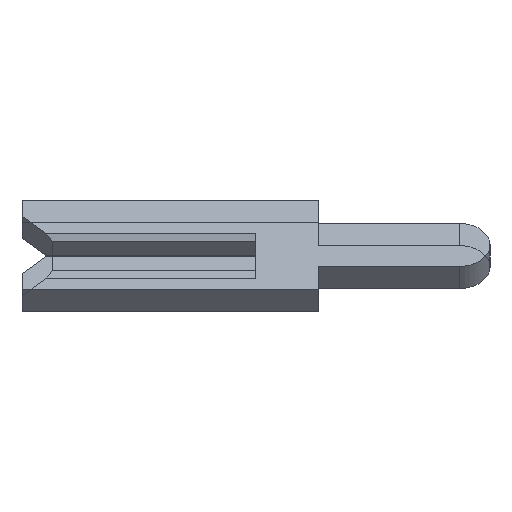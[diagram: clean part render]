
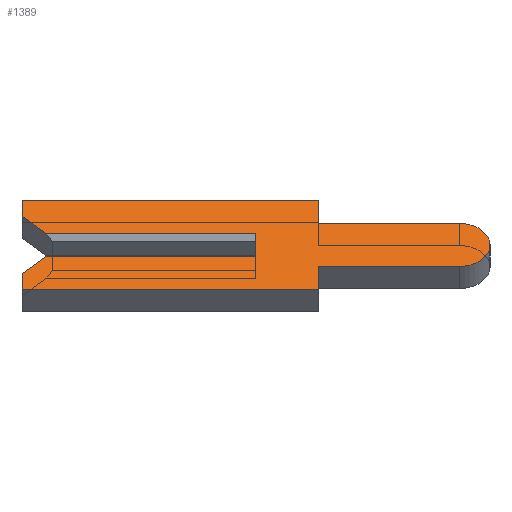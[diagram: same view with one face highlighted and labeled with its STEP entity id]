
A CAD part, left-side view. The second image highlights one B-rep face of the part: STEP entity #1389.
In plain terms, the highlighted face is planar.
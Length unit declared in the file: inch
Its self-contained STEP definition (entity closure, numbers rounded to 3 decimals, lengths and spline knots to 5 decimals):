
#3 = DIRECTION ( 'NONE',  ( 1., 0., 0. ) ) ;
#29 = EDGE_CURVE ( 'NONE', #1208, #1030, #2968, .T. ) ;
#72 = CARTESIAN_POINT ( 'NONE',  ( -0.01, 0.15, 0.026 ) ) ;
#134 = DIRECTION ( 'NONE',  ( 0., -1., 0. ) ) ;
#143 = VECTOR ( 'NONE', #499, 39.37008 ) ;
#153 = EDGE_CURVE ( 'NONE', #409, #1151, #2303, .T. ) ;
#167 = DIRECTION ( 'NONE',  ( 0., 0., -1. ) ) ;
#194 = EDGE_CURVE ( 'NONE', #1147, #1208, #2421, .T. ) ;
#223 = VERTEX_POINT ( 'NONE', #2007 ) ;
#329 = VECTOR ( 'NONE', #134, 39.37008 ) ;
#392 = CARTESIAN_POINT ( 'NONE',  ( -0.01, -0.04, -0.04 ) ) ;
#393 = ORIENTED_EDGE ( 'NONE', *, *, #153, .F. ) ;
#396 = LINE ( 'NONE', #862, #329 ) ;
#397 = AXIS2_PLACEMENT_3D ( 'NONE', #1078, #1845, #840 ) ;
#409 = VERTEX_POINT ( 'NONE', #1719 ) ;
#451 = DIRECTION ( 'NONE',  ( 0., 1., 0. ) ) ;
#465 = CARTESIAN_POINT ( 'NONE',  ( -0.01, 0.15, 0.04 ) ) ;
#483 = CARTESIAN_POINT ( 'NONE',  ( -0.01, 0.1305, 0.0065 ) ) ;
#484 = ORIENTED_EDGE ( 'NONE', *, *, #29, .F. ) ;
#499 = DIRECTION ( 'NONE',  ( 0., 1., 0. ) ) ;
#524 = VECTOR ( 'NONE', #761, 39.37008 ) ;
#551 = EDGE_CURVE ( 'NONE', #681, #3007, #2543, .T. ) ;
#572 = EDGE_CURVE ( 'NONE', #1804, #2770, #2579, .T. ) ;
#607 = ORIENTED_EDGE ( 'NONE', *, *, #1237, .F. ) ;
#681 = VERTEX_POINT ( 'NONE', #1308 ) ;
#714 = VECTOR ( 'NONE', #1153, 39.37008 ) ;
#725 = VERTEX_POINT ( 'NONE', #3031 ) ;
#761 = DIRECTION ( 'NONE',  ( 0., 0., 1. ) ) ;
#840 = DIRECTION ( 'NONE',  ( 0., 0., -1. ) ) ;
#862 = CARTESIAN_POINT ( 'NONE',  ( -0.01, 0.15, 0.01 ) ) ;
#871 = LINE ( 'NONE', #1273, #2109 ) ;
#891 = DIRECTION ( 'NONE',  ( 0., -1., 0. ) ) ;
#971 = EDGE_CURVE ( 'NONE', #3007, #725, #985, .T. ) ;
#985 = LINE ( 'NONE', #2755, #2031 ) ;
#1025 = DIRECTION ( 'NONE',  ( 0., 0., 1. ) ) ;
#1030 = VERTEX_POINT ( 'NONE', #2277 ) ;
#1040 = CARTESIAN_POINT ( 'NONE',  ( -0.01, 0., 0.01 ) ) ;
#1074 = ORIENTED_EDGE ( 'NONE', *, *, #194, .F. ) ;
#1078 = CARTESIAN_POINT ( 'NONE',  ( -0.01, -0.1305, 0. ) ) ;
#1106 = ORIENTED_EDGE ( 'NONE', *, *, #2357, .F. ) ;
#1128 = CARTESIAN_POINT ( 'NONE',  ( -0.01, -0.04, 0.04 ) ) ;
#1136 = EDGE_CURVE ( 'NONE', #1345, #1147, #871, .T. ) ;
#1147 = VERTEX_POINT ( 'NONE', #3009 ) ;
#1151 = VERTEX_POINT ( 'NONE', #1040 ) ;
#1153 = DIRECTION ( 'NONE',  ( 0., -0.707, 0.707 ) ) ;
#1208 = VERTEX_POINT ( 'NONE', #1296 ) ;
#1220 = CARTESIAN_POINT ( 'NONE',  ( -0.01, 0., 0.0065 ) ) ;
#1237 = EDGE_CURVE ( 'NONE', #2770, #2387, #2146, .T. ) ;
#1241 = CARTESIAN_POINT ( 'NONE',  ( -0.01, 0.15, -0.04 ) ) ;
#1258 = VECTOR ( 'NONE', #2710, 39.37008 ) ;
#1273 = CARTESIAN_POINT ( 'NONE',  ( -0.01, -0.04, 0.0195 ) ) ;
#1296 = CARTESIAN_POINT ( 'NONE',  ( -0.01, -0.1305, -0.0195 ) ) ;
#1307 = ORIENTED_EDGE ( 'NONE', *, *, #1855, .F. ) ;
#1308 = CARTESIAN_POINT ( 'NONE',  ( -0.01, -0.04, -0.04 ) ) ;
#1330 = CARTESIAN_POINT ( 'NONE',  ( -0.01, 0.1305, -0.0065 ) ) ;
#1345 = VERTEX_POINT ( 'NONE', #2118 ) ;
#1369 = LINE ( 'NONE', #1850, #2220 ) ;
#1383 = ORIENTED_EDGE ( 'NONE', *, *, #2026, .F. ) ;
#1389 = ADVANCED_FACE ( 'NONE', ( #2799 ), #2317, .F. ) ;
#1461 = ORIENTED_EDGE ( 'NONE', *, *, #572, .F. ) ;
#1504 = ORIENTED_EDGE ( 'NONE', *, *, #971, .F. ) ;
#1513 = EDGE_CURVE ( 'NONE', #1804, #1151, #396, .T. ) ;
#1543 = VERTEX_POINT ( 'NONE', #2091 ) ;
#1651 = ORIENTED_EDGE ( 'NONE', *, *, #1513, .T. ) ;
#1686 = CARTESIAN_POINT ( 'NONE',  ( -0.01, 0.15, -0.04 ) ) ;
#1710 = ORIENTED_EDGE ( 'NONE', *, *, #1800, .F. ) ;
#1719 = CARTESIAN_POINT ( 'NONE',  ( -0.01, 0., -0.01 ) ) ;
#1793 = DIRECTION ( 'NONE',  ( 0., 0., 1. ) ) ;
#1800 = EDGE_CURVE ( 'NONE', #2387, #223, #1369, .T. ) ;
#1804 = VERTEX_POINT ( 'NONE', #1863 ) ;
#1845 = DIRECTION ( 'NONE',  ( 1., 0., 0. ) ) ;
#1850 = CARTESIAN_POINT ( 'NONE',  ( -0.01, 0.15, 0.04 ) ) ;
#1855 = EDGE_CURVE ( 'NONE', #725, #1543, #3040, .T. ) ;
#1863 = CARTESIAN_POINT ( 'NONE',  ( -0.01, 0.134, 0.01 ) ) ;
#1868 = LINE ( 'NONE', #2374, #2260 ) ;
#1924 = EDGE_CURVE ( 'NONE', #1543, #409, #1868, .T. ) ;
#1931 = ORIENTED_EDGE ( 'NONE', *, *, #1924, .F. ) ;
#1945 = CARTESIAN_POINT ( 'NONE',  ( -0.01, -0.04, -0.0195 ) ) ;
#1966 = DIRECTION ( 'NONE',  ( 0., 0., -1. ) ) ;
#2007 = CARTESIAN_POINT ( 'NONE',  ( -0.01, -0.04, 0.04 ) ) ;
#2026 = EDGE_CURVE ( 'NONE', #1030, #681, #2504, .T. ) ;
#2031 = VECTOR ( 'NONE', #1025, 39.37008 ) ;
#2070 = VECTOR ( 'NONE', #451, 39.37008 ) ;
#2091 = CARTESIAN_POINT ( 'NONE',  ( -0.01, 0.134, -0.01 ) ) ;
#2109 = VECTOR ( 'NONE', #2525, 39.37008 ) ;
#2118 = CARTESIAN_POINT ( 'NONE',  ( -0.01, -0.04, 0.0195 ) ) ;
#2126 = DIRECTION ( 'NONE',  ( 0., 0., -1. ) ) ;
#2146 = LINE ( 'NONE', #72, #2620 ) ;
#2155 = EDGE_LOOP ( 'NONE', ( #1651, #393, #1931, #1307, #1504, #3051, #1383, #484, #1074, #2632, #1106, #1710, #607, #1461 ) ) ;
#2182 = CARTESIAN_POINT ( 'NONE',  ( -0.01, 0.15, 0.026 ) ) ;
#2220 = VECTOR ( 'NONE', #2337, 39.37008 ) ;
#2260 = VECTOR ( 'NONE', #891, 39.37008 ) ;
#2277 = CARTESIAN_POINT ( 'NONE',  ( -0.01, -0.04, -0.0195 ) ) ;
#2303 = LINE ( 'NONE', #1220, #524 ) ;
#2317 = PLANE ( 'NONE',  #397 ) ;
#2337 = DIRECTION ( 'NONE',  ( 0., -1., 0. ) ) ;
#2357 = EDGE_CURVE ( 'NONE', #223, #1345, #2594, .T. ) ;
#2374 = CARTESIAN_POINT ( 'NONE',  ( -0.01, -0.1305, -0.01 ) ) ;
#2387 = VERTEX_POINT ( 'NONE', #465 ) ;
#2421 = CIRCLE ( 'NONE', #2966, 0.0195 ) ;
#2504 = LINE ( 'NONE', #392, #2964 ) ;
#2525 = DIRECTION ( 'NONE',  ( 0., -1., 0. ) ) ;
#2543 = LINE ( 'NONE', #1241, #143 ) ;
#2555 = VECTOR ( 'NONE', #2126, 39.37008 ) ;
#2579 = LINE ( 'NONE', #483, #1258 ) ;
#2594 = LINE ( 'NONE', #1128, #2555 ) ;
#2620 = VECTOR ( 'NONE', #1793, 39.37008 ) ;
#2632 = ORIENTED_EDGE ( 'NONE', *, *, #1136, .F. ) ;
#2710 = DIRECTION ( 'NONE',  ( 0., 0.707, 0.707 ) ) ;
#2755 = CARTESIAN_POINT ( 'NONE',  ( -0.01, 0.15, -0.026 ) ) ;
#2770 = VERTEX_POINT ( 'NONE', #2182 ) ;
#2799 = FACE_OUTER_BOUND ( 'NONE', #2155, .T. ) ;
#2964 = VECTOR ( 'NONE', #167, 39.37008 ) ;
#2966 = AXIS2_PLACEMENT_3D ( 'NONE', #3001, #3, #1966 ) ;
#2968 = LINE ( 'NONE', #1945, #2070 ) ;
#3001 = CARTESIAN_POINT ( 'NONE',  ( -0.01, -0.1305, 0. ) ) ;
#3007 = VERTEX_POINT ( 'NONE', #1686 ) ;
#3009 = CARTESIAN_POINT ( 'NONE',  ( -0.01, -0.1305, 0.0195 ) ) ;
#3031 = CARTESIAN_POINT ( 'NONE',  ( -0.01, 0.15, -0.026 ) ) ;
#3040 = LINE ( 'NONE', #1330, #714 ) ;
#3051 = ORIENTED_EDGE ( 'NONE', *, *, #551, .F. ) ;
